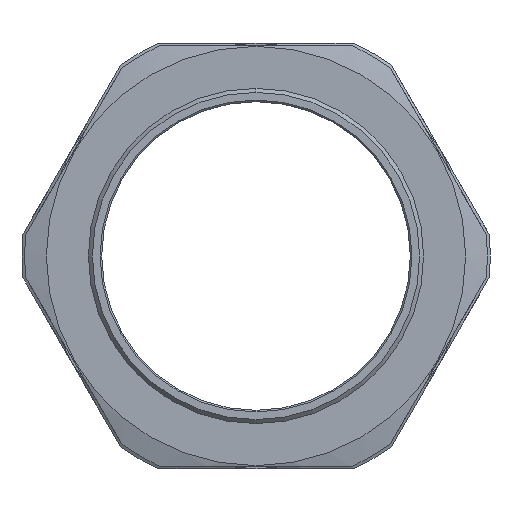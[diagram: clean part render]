
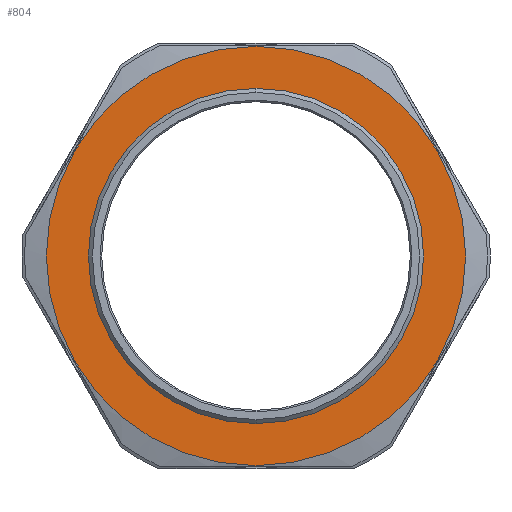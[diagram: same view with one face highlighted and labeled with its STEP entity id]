
A CAD part, left-side view. The second image highlights one B-rep face of the part: STEP entity #804.
In plain terms, the highlighted planar face has unit normal (-1, 0, 0).
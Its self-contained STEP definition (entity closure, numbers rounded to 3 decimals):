
#60 = DIRECTION ( 'NONE',  ( 0., 0., -1. ) ) ;
#275 = EDGE_CURVE ( 'NONE', #6307, #6233, #3008, .T. ) ;
#362 = CARTESIAN_POINT ( 'NONE',  ( 15., 0., 31.5 ) ) ;
#787 = CARTESIAN_POINT ( 'NONE',  ( 15., 0., 0. ) ) ;
#804 = ADVANCED_FACE ( 'NONE', ( #9932, #9094 ), #3468, .F. ) ;
#1006 = DIRECTION ( 'NONE',  ( 0., 0., -1. ) ) ;
#1289 = CIRCLE ( 'NONE', #6900, 31.5 ) ;
#1955 = CARTESIAN_POINT ( 'NONE',  ( 15., 0., 0. ) ) ;
#2066 = ORIENTED_EDGE ( 'NONE', *, *, #7156, .F. ) ;
#2436 = EDGE_CURVE ( 'NONE', #6868, #4195, #4702, .T. ) ;
#2458 = DIRECTION ( 'NONE',  ( 1., 0., 0. ) ) ;
#3008 = CIRCLE ( 'NONE', #8599, 39.4 ) ;
#3248 = AXIS2_PLACEMENT_3D ( 'NONE', #5536, #4748, #60 ) ;
#3468 = PLANE ( 'NONE',  #5881 ) ;
#3933 = CARTESIAN_POINT ( 'NONE',  ( 15., 0., -31.5 ) ) ;
#4195 = VERTEX_POINT ( 'NONE', #362 ) ;
#4255 = DIRECTION ( 'NONE',  ( 0., 0., -1. ) ) ;
#4303 = ORIENTED_EDGE ( 'NONE', *, *, #275, .F. ) ;
#4491 = DIRECTION ( 'NONE',  ( 0., 0., 1. ) ) ;
#4702 = CIRCLE ( 'NONE', #7430, 31.5 ) ;
#4748 = DIRECTION ( 'NONE',  ( 1., 0., 0. ) ) ;
#4944 = EDGE_LOOP ( 'NONE', ( #6375, #2066 ) ) ;
#5009 = ORIENTED_EDGE ( 'NONE', *, *, #9855, .F. ) ;
#5536 = CARTESIAN_POINT ( 'NONE',  ( 15., 0., 0. ) ) ;
#5782 = CARTESIAN_POINT ( 'NONE',  ( 15., 0., -43.95 ) ) ;
#5881 = AXIS2_PLACEMENT_3D ( 'NONE', #5782, #6566, #4255 ) ;
#6233 = VERTEX_POINT ( 'NONE', #6645 ) ;
#6307 = VERTEX_POINT ( 'NONE', #6928 ) ;
#6375 = ORIENTED_EDGE ( 'NONE', *, *, #2436, .F. ) ;
#6566 = DIRECTION ( 'NONE',  ( 1., 0., 0. ) ) ;
#6645 = CARTESIAN_POINT ( 'NONE',  ( 15., 0., -39.4 ) ) ;
#6868 = VERTEX_POINT ( 'NONE', #3933 ) ;
#6900 = AXIS2_PLACEMENT_3D ( 'NONE', #1955, #9007, #7435 ) ;
#6928 = CARTESIAN_POINT ( 'NONE',  ( 15., 0., 39.4 ) ) ;
#7156 = EDGE_CURVE ( 'NONE', #4195, #6868, #1289, .T. ) ;
#7158 = CARTESIAN_POINT ( 'NONE',  ( 15., 0., 0. ) ) ;
#7430 = AXIS2_PLACEMENT_3D ( 'NONE', #787, #7841, #4491 ) ;
#7435 = DIRECTION ( 'NONE',  ( 0., 0., 1. ) ) ;
#7841 = DIRECTION ( 'NONE',  ( -1., 0., 0. ) ) ;
#8599 = AXIS2_PLACEMENT_3D ( 'NONE', #7158, #2458, #1006 ) ;
#9007 = DIRECTION ( 'NONE',  ( -1., 0., 0. ) ) ;
#9094 = FACE_BOUND ( 'NONE', #4944, .T. ) ;
#9307 = EDGE_LOOP ( 'NONE', ( #5009, #4303 ) ) ;
#9855 = EDGE_CURVE ( 'NONE', #6233, #6307, #10076, .T. ) ;
#9932 = FACE_OUTER_BOUND ( 'NONE', #9307, .T. ) ;
#10076 = CIRCLE ( 'NONE', #3248, 39.4 ) ;
